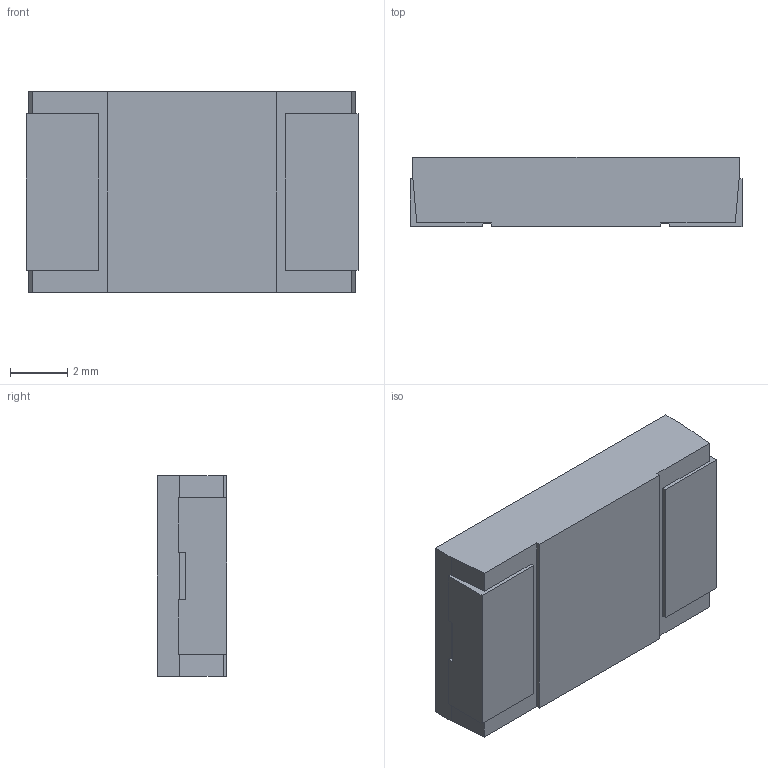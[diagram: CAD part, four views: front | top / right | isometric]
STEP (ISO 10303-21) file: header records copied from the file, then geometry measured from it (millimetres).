
FILE_DESCRIPTION (( 'STEP AP214' ), '1' );
FILE_NAME ('User Library-Vishay_WSR2_WSR3.STEP', '2021-01-01T16:32:52', ( '' ), ( '' ), 'SwSTEP 2.0', 'SolidWorks 2020', '' );
FILE_SCHEMA (( 'AUTOMOTIVE_DESIGN' ));
Length unit declared in the file: millimetre
Products named in the file (1): User Library-Vishay_WSR2_WSR3
Bounding box: 11.56 x 2.41 x 6.98 mm (x, y, z)
Volume: 191.1 mm3; surface area: 336 mm2
Topology: 3 solids, 3 shells, 42 faces, 104 edges, 68 vertices
Faces by surface type: plane 42
Entity records: 1268 total; most frequent: CARTESIAN_POINT 215, ORIENTED_EDGE 208, DIRECTION 190, LINE 104, EDGE_CURVE 104, VECTOR 104, VERTEX_POINT 68, AXIS2_PLACEMENT_3D 43
